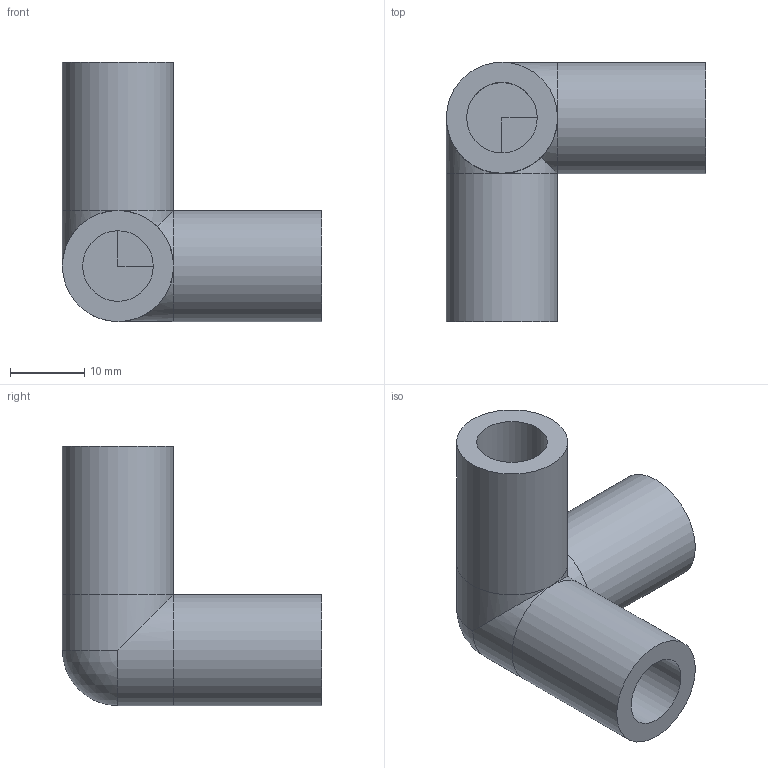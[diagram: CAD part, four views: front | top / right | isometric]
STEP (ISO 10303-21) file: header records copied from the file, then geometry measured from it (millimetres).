
FILE_DESCRIPTION(('FreeCAD Model'),'2;1');
FILE_NAME('Open CASCADE Shape Model','2022-03-31T22:14:43',('Author'),( ''),'Open CASCADE STEP processor 7.3','FreeCAD','Unknown');
FILE_SCHEMA(('AUTOMOTIVE_DESIGN { 1 0 10303 214 1 1 1 1 }'));
Length unit declared in the file: millimetre
Products named in the file (1): Body001
Bounding box: 35 x 35 x 35 mm (x, y, z)
Volume: 9084.1 mm3; surface area: 5725.5 mm2
Topology: 1 solids, 1 shells, 23 faces, 44 edges, 25 vertices
Faces by surface type: cylinder 13, plane 9, sphere 1
Full cylindrical faces by diameter (mm): 9.525 x3, 15 x3
Entity records: 1238 total; most frequent: CARTESIAN_POINT 286, DIRECTION 193, ORIENTED_EDGE 86, PCURVE 86, DEFINITIONAL_REPRESENTATION 86, LINE 74, VECTOR 74, AXIS2_PLACEMENT_3D 54
